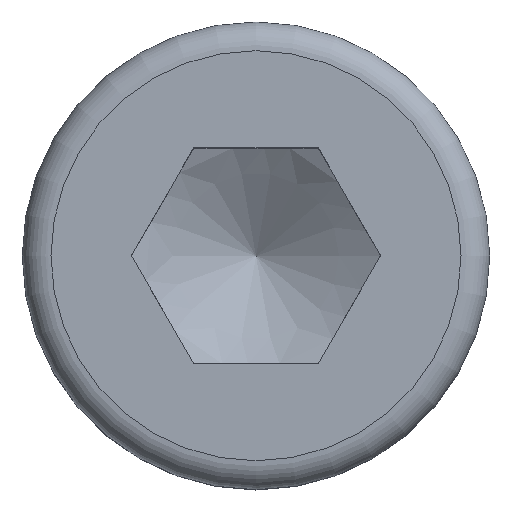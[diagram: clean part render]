
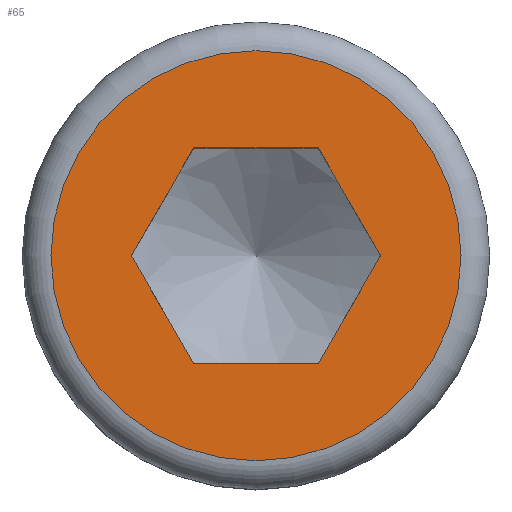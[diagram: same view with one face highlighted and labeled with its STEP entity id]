
A CAD part, top view. The second image highlights one B-rep face of the part: STEP entity #65.
In plain terms, the highlighted planar face has unit normal (0, 0, 1).
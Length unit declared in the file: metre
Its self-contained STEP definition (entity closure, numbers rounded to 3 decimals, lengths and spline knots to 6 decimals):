
#65 = ADVANCED_FACE( '', ( #135, #136 ), #137, .T. );
#135 = FACE_OUTER_BOUND( '', #203, .T. );
#136 = FACE_BOUND( '', #204, .T. );
#137 = PLANE( '', #205 );
#203 = EDGE_LOOP( '', ( #306 ) );
#204 = EDGE_LOOP( '', ( #307, #308, #309, #310, #311, #312 ) );
#205 = AXIS2_PLACEMENT_3D( '', #313, #314, #315 );
#306 = ORIENTED_EDGE( '', *, *, #373, .F. );
#307 = ORIENTED_EDGE( '', *, *, #382, .T. );
#308 = ORIENTED_EDGE( '', *, *, #383, .T. );
#309 = ORIENTED_EDGE( '', *, *, #378, .T. );
#310 = ORIENTED_EDGE( '', *, *, #364, .T. );
#311 = ORIENTED_EDGE( '', *, *, #359, .T. );
#312 = ORIENTED_EDGE( '', *, *, #370, .T. );
#313 = CARTESIAN_POINT( '', ( 0., 0., 0.018 ) );
#314 = DIRECTION( '', ( 0., 0., 1. ) );
#315 = DIRECTION( '', ( 1., 0., 0. ) );
#359 = EDGE_CURVE( '', #413, #411, #414, .T. );
#364 = EDGE_CURVE( '', #420, #413, #421, .T. );
#370 = EDGE_CURVE( '', #411, #427, #429, .T. );
#373 = EDGE_CURVE( '', #433, #433, #434, .T. );
#378 = EDGE_CURVE( '', #441, #420, #442, .T. );
#382 = EDGE_CURVE( '', #427, #446, #447, .T. );
#383 = EDGE_CURVE( '', #446, #441, #448, .T. );
#411 = VERTEX_POINT( '', #530 );
#413 = VERTEX_POINT( '', #533 );
#414 = LINE( '', #534, #535 );
#420 = VERTEX_POINT( '', #542 );
#421 = LINE( '', #543, #544 );
#427 = VERTEX_POINT( '', #551 );
#429 = LINE( '', #554, #555 );
#433 = VERTEX_POINT( '', #559 );
#434 = CIRCLE( '', #560, 0.0057 );
#441 = VERTEX_POINT( '', #567 );
#442 = LINE( '', #568, #569 );
#446 = VERTEX_POINT( '', #574 );
#447 = LINE( '', #575, #576 );
#448 = LINE( '', #577, #578 );
#530 = CARTESIAN_POINT( '', ( 0.001732, 0.003, 0.018 ) );
#533 = CARTESIAN_POINT( '', ( -0.001732, 0.003, 0.018 ) );
#534 = CARTESIAN_POINT( '', ( -0.000866, 0.003, 0.018 ) );
#535 = VECTOR( '', #595, 1. );
#542 = CARTESIAN_POINT( '', ( -0.003464, 0., 0.018 ) );
#543 = CARTESIAN_POINT( '', ( -0.003031, 0.00075, 0.018 ) );
#544 = VECTOR( '', #600, 1. );
#551 = CARTESIAN_POINT( '', ( 0.003464, 0., 0.018 ) );
#554 = CARTESIAN_POINT( '', ( 0.002165, 0.00225, 0.018 ) );
#555 = VECTOR( '', #606, 1. );
#559 = CARTESIAN_POINT( '', ( -0.0057, 0., 0.018 ) );
#560 = AXIS2_PLACEMENT_3D( '', #610, #611, #612 );
#567 = CARTESIAN_POINT( '', ( -0.001732, -0.003, 0.018 ) );
#568 = CARTESIAN_POINT( '', ( -0.002165, -0.00225, 0.018 ) );
#569 = VECTOR( '', #619, 1. );
#574 = CARTESIAN_POINT( '', ( 0.001732, -0.003, 0.018 ) );
#575 = CARTESIAN_POINT( '', ( 0.003031, -0.00075, 0.018 ) );
#576 = VECTOR( '', #621, 1. );
#577 = CARTESIAN_POINT( '', ( 0.000866, -0.003, 0.018 ) );
#578 = VECTOR( '', #622, 1. );
#595 = DIRECTION( '', ( 1., 0., 0. ) );
#600 = DIRECTION( '', ( 0.5, 0.866, 0. ) );
#606 = DIRECTION( '', ( 0.5, -0.866, 0. ) );
#610 = CARTESIAN_POINT( '', ( 0., 0., 0.018 ) );
#611 = DIRECTION( '', ( 0., 0., -1. ) );
#612 = DIRECTION( '', ( -1., 0., 0. ) );
#619 = DIRECTION( '', ( -0.5, 0.866, 0. ) );
#621 = DIRECTION( '', ( -0.5, -0.866, 0. ) );
#622 = DIRECTION( '', ( -1., 0., 0. ) );
